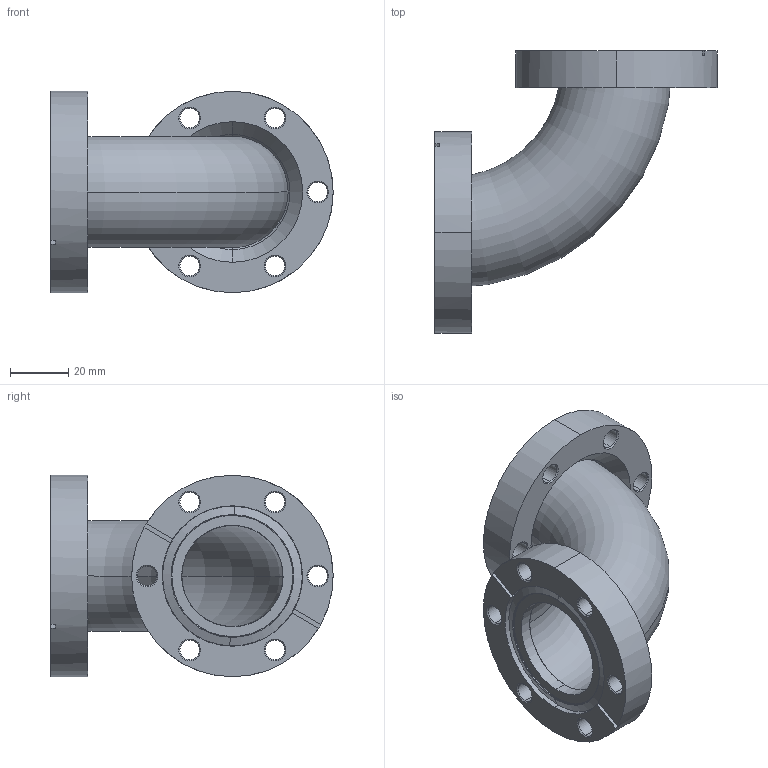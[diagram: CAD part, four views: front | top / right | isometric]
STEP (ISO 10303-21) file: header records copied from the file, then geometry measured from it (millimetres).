
FILE_DESCRIPTION (( 'STEP AP214' ), '1' );
FILE_NAME ('403002.STEP', '2024-01-22T16:16:14', ( '' ), ( '' ), 'SwSTEP 2.0', 'SolidWorks 2022', '' );
FILE_SCHEMA (( 'AUTOMOTIVE_DESIGN' ));
Length unit declared in the file: inch
Products named in the file (4): 403002; 403502; 915002; 910014
Assembly tree (5 placements, depth 2):
  403002
    915002  x2
    403502
    910014  x2
Bounding box: 97.13 x 97.13 x 69.34 mm (x, y, z)
Volume: 74144.2 mm3; surface area: 48551.9 mm2
Topology: 5 solids, 5 shells, 160 faces, 364 edges, 216 vertices
Faces by surface type: cone 64, cylinder 52, plane 28, torus 16
Entity records: 2562 total; most frequent: DIRECTION 484, CARTESIAN_POINT 391, ORIENTED_EDGE 376, AXIS2_PLACEMENT_3D 205, EDGE_CURVE 188, CIRCLE 114, VERTEX_POINT 112, EDGE_LOOP 102
